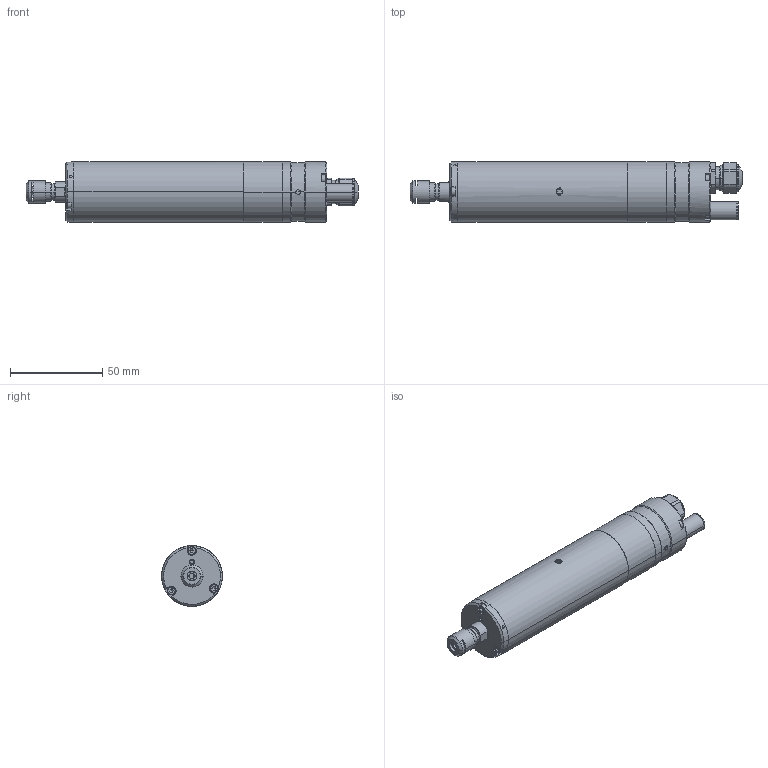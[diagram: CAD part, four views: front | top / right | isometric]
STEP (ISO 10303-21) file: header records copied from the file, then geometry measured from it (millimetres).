
FILE_DESCRIPTION (( 'STEP AP203' ), '1' );
FILE_NAME ('033S60E-00-.STEP', '2012-04-24T13:00:29', ( 'FM10CAD1' ), ( 'IBAG Switzerland AG' ), 'SwSTEP 2.0', 'SolidWorks 2010', '' );
FILE_SCHEMA (( 'CONFIG_CONTROL_DESIGN' ));
Length unit declared in the file: millimetre
Products named in the file (1): 033S60E-00-
Bounding box: 179.98 x 33 x 33 mm (x, y, z)
Surface area: 22130.5 mm2 (no closed solid volume)
Topology: 0 solids, 26 shells, 301 faces, 956 edges, 651 vertices
Faces by surface type: plane 142, cylinder 91, cone 44, torus 24
Entity records: 10993 total; most frequent: CARTESIAN_POINT 2405, DIRECTION 1906, ORIENTED_EDGE 1537, EDGE_CURVE 944, AXIS2_PLACEMENT_3D 718, VERTEX_POINT 651, VECTOR 470, LINE 470
